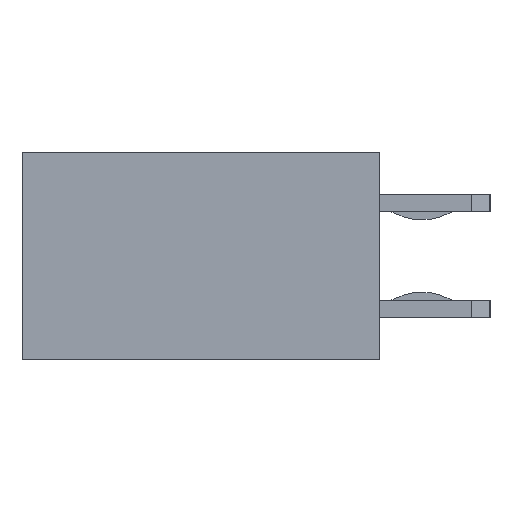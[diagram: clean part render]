
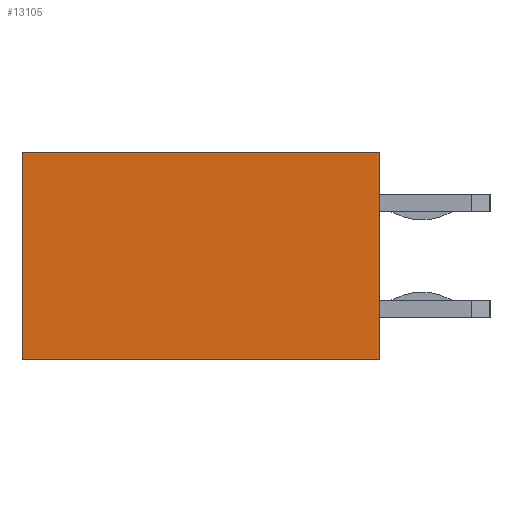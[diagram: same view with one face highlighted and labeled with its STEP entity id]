
A CAD part, left-side view. The second image highlights one B-rep face of the part: STEP entity #13105.
In plain terms, the highlighted planar face has unit normal (-1, 0, 0).
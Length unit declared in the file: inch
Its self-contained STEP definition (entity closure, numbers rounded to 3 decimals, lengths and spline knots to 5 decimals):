
#1167=ORIENTED_EDGE('',*,*,#4584,.T.);
#1168=ORIENTED_EDGE('',*,*,#3883,.F.);
#1169=ORIENTED_EDGE('',*,*,#4635,.F.);
#1170=ORIENTED_EDGE('',*,*,#3875,.T.);
#3875=EDGE_CURVE('',#5736,#5735,#6975,.T.);
#3883=EDGE_CURVE('',#5743,#5744,#6983,.T.);
#4584=EDGE_CURVE('',#5735,#5744,#7684,.T.);
#4635=EDGE_CURVE('',#5736,#5743,#7735,.T.);
#5735=VERTEX_POINT('',#17701);
#5736=VERTEX_POINT('',#17703);
#5743=VERTEX_POINT('',#17718);
#5744=VERTEX_POINT('',#17720);
#6975=LINE('',#17702,#8819);
#6983=LINE('',#17719,#8827);
#7684=LINE('',#19120,#9528);
#7735=LINE('',#19197,#9579);
#8819=VECTOR('',#14373,39.37008);
#8827=VECTOR('',#14383,39.37008);
#9528=VECTOR('',#15486,39.37008);
#9579=VECTOR('',#15589,39.37008);
#10791=EDGE_LOOP('',(#1167,#1168,#1169,#1170));
#11615=FACE_BOUND('',#10791,.T.);
#12439=PLANE('',#13805);
#13105=ADVANCED_FACE('',(#11615),#12439,.F.);
#13805=AXIS2_PLACEMENT_3D('',#19196,#15587,#15588);
#14373=DIRECTION('',(0.,-1.,0.));
#14383=DIRECTION('',(0.,-1.,0.));
#15486=DIRECTION('',(0.,0.,1.));
#15587=DIRECTION('',(1.,0.,0.));
#15588=DIRECTION('',(0.,0.,-1.));
#15589=DIRECTION('',(0.,0.,1.));
#17701=CARTESIAN_POINT('',(-1.26,0.,-0.0975));
#17702=CARTESIAN_POINT('',(-1.26,0.335,-0.0975));
#17703=CARTESIAN_POINT('',(-1.26,0.335,-0.0975));
#17718=CARTESIAN_POINT('',(-1.26,0.335,0.0975));
#17719=CARTESIAN_POINT('',(-1.26,0.335,0.0975));
#17720=CARTESIAN_POINT('',(-1.26,0.,0.0975));
#19120=CARTESIAN_POINT('',(-1.26,0.,-0.0975));
#19196=CARTESIAN_POINT('',(-1.26,0.335,-0.0975));
#19197=CARTESIAN_POINT('',(-1.26,0.335,-0.0975));
